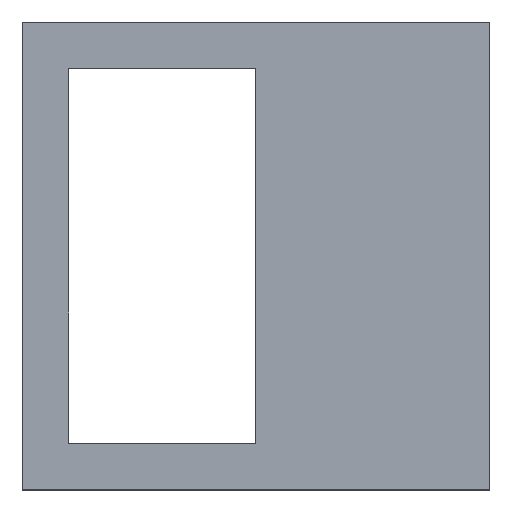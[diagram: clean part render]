
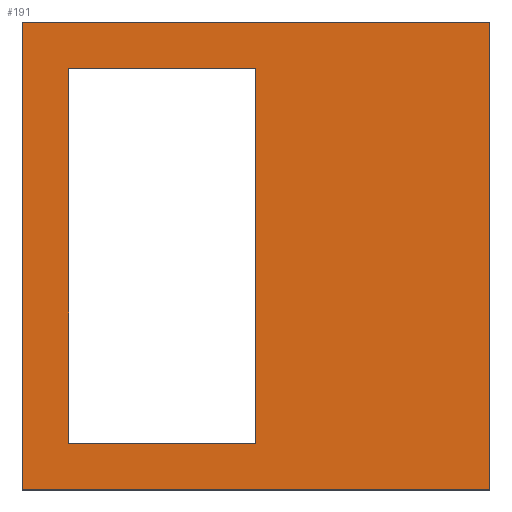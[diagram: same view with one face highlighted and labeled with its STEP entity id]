
A CAD part, top view. The second image highlights one B-rep face of the part: STEP entity #191.
In plain terms, the highlighted planar face has unit normal (0, 0, 1).
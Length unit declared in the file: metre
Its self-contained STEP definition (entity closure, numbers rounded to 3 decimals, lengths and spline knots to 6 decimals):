
#52=ORIENTED_EDGE('',*,*,#70,.F.);
#53=ORIENTED_EDGE('',*,*,#74,.F.);
#54=ORIENTED_EDGE('',*,*,#77,.T.);
#55=ORIENTED_EDGE('',*,*,#80,.T.);
#56=ORIENTED_EDGE('',*,*,#60,.F.);
#57=ORIENTED_EDGE('',*,*,#64,.T.);
#58=ORIENTED_EDGE('',*,*,#67,.T.);
#59=ORIENTED_EDGE('',*,*,#82,.F.);
#60=EDGE_CURVE('',#84,#85,#100,.T.);
#64=EDGE_CURVE('',#84,#88,#104,.T.);
#67=EDGE_CURVE('',#88,#90,#107,.T.);
#70=EDGE_CURVE('',#92,#93,#110,.T.);
#74=EDGE_CURVE('',#96,#92,#114,.T.);
#77=EDGE_CURVE('',#96,#98,#117,.T.);
#80=EDGE_CURVE('',#98,#93,#120,.T.);
#82=EDGE_CURVE('',#85,#90,#122,.T.);
#84=VERTEX_POINT('',#264);
#85=VERTEX_POINT('',#265);
#88=VERTEX_POINT('',#273);
#90=VERTEX_POINT('',#279);
#92=VERTEX_POINT('',#285);
#93=VERTEX_POINT('',#286);
#96=VERTEX_POINT('',#294);
#98=VERTEX_POINT('',#300);
#100=LINE('',#263,#124);
#104=LINE('',#272,#128);
#107=LINE('',#278,#131);
#110=LINE('',#284,#134);
#114=LINE('',#293,#138);
#117=LINE('',#299,#141);
#120=LINE('',#305,#144);
#122=LINE('',#308,#146);
#124=VECTOR('',#219,1.);
#128=VECTOR('',#225,1.);
#131=VECTOR('',#230,1.);
#134=VECTOR('',#235,1.);
#138=VECTOR('',#241,1.);
#141=VECTOR('',#246,1.);
#144=VECTOR('',#251,1.);
#146=VECTOR('',#255,1.);
#158=EDGE_LOOP('',(#52,#53,#54,#55));
#159=EDGE_LOOP('',(#56,#57,#58,#59));
#170=FACE_BOUND('',#158,.T.);
#171=FACE_BOUND('',#159,.T.);
#181=PLANE('',#214);
#191=ADVANCED_FACE('',(#170,#171),#181,.T.);
#214=AXIS2_PLACEMENT_3D('',#311,#259,#260);
#219=DIRECTION('',(0.,-1.,0.));
#225=DIRECTION('',(1.,0.,0.));
#230=DIRECTION('',(0.,-1.,0.));
#235=DIRECTION('',(0.,-1.,0.));
#241=DIRECTION('',(1.,0.,0.));
#246=DIRECTION('',(0.,-1.,0.));
#251=DIRECTION('',(1.,0.,0.));
#255=DIRECTION('',(1.,0.,0.));
#259=DIRECTION('',(0.,0.,1.));
#260=DIRECTION('',(1.,0.,0.));
#263=CARTESIAN_POINT('',(0.147253,0.007276,0.0095));
#264=CARTESIAN_POINT('',(0.147253,0.009276,0.0095));
#265=CARTESIAN_POINT('',(0.147253,0.005276,0.0095));
#272=CARTESIAN_POINT('',(0.148253,0.009276,0.0095));
#273=CARTESIAN_POINT('',(0.149253,0.009276,0.0095));
#278=CARTESIAN_POINT('',(0.149253,0.007276,0.0095));
#279=CARTESIAN_POINT('',(0.149253,0.005276,0.0095));
#284=CARTESIAN_POINT('',(0.151753,0.007276,0.0095));
#285=CARTESIAN_POINT('',(0.151753,0.009776,0.0095));
#286=CARTESIAN_POINT('',(0.151753,0.004776,0.0095));
#293=CARTESIAN_POINT('',(0.149253,0.009776,0.0095));
#294=CARTESIAN_POINT('',(0.146753,0.009776,0.0095));
#299=CARTESIAN_POINT('',(0.146753,0.007276,0.0095));
#300=CARTESIAN_POINT('',(0.146753,0.004776,0.0095));
#305=CARTESIAN_POINT('',(0.149253,0.004776,0.0095));
#308=CARTESIAN_POINT('',(0.148253,0.005276,0.0095));
#311=CARTESIAN_POINT('',(0.104891,-0.015824,0.0095));
